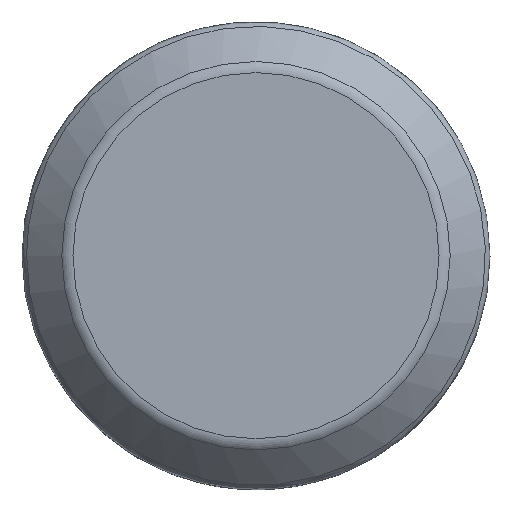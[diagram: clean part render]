
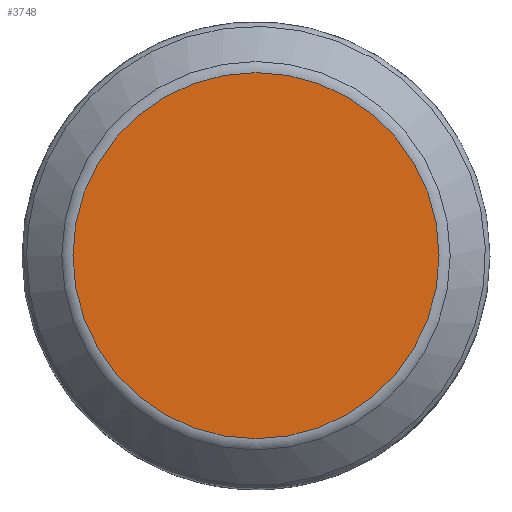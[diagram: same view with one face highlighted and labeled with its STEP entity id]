
A CAD part, top view. The second image highlights one B-rep face of the part: STEP entity #3748.
In plain terms, the highlighted planar face has unit normal (0, 0, 1).
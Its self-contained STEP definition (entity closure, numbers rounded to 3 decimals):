
#3727 = VERTEX_POINT('',#3728);
#3728 = CARTESIAN_POINT('',(-34.972,0.,43.5));
#3737 = EDGE_CURVE('',#3727,#3727,#3738,.T.);
#3738 = CIRCLE('',#3739,34.972);
#3739 = AXIS2_PLACEMENT_3D('',#3740,#3741,#3742);
#3740 = CARTESIAN_POINT('',(0.,0.,43.5));
#3741 = DIRECTION('',(0.,0.,1.));
#3742 = DIRECTION('',(-1.,0.,0.));
#3748 = ADVANCED_FACE('',(#3749),#3752,.T.);
#3749 = FACE_BOUND('',#3750,.F.);
#3750 = EDGE_LOOP('',(#3751));
#3751 = ORIENTED_EDGE('',*,*,#3737,.F.);
#3752 = PLANE('',#3753);
#3753 = AXIS2_PLACEMENT_3D('',#3754,#3755,#3756);
#3754 = CARTESIAN_POINT('',(0.,0.,43.5));
#3755 = DIRECTION('',(0.,0.,1.));
#3756 = DIRECTION('',(-1.,0.,0.));
